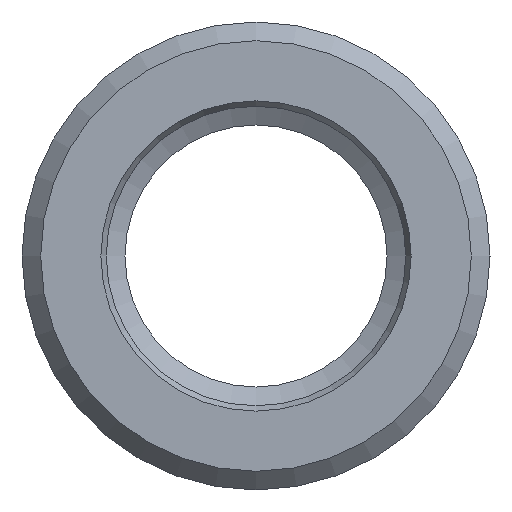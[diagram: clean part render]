
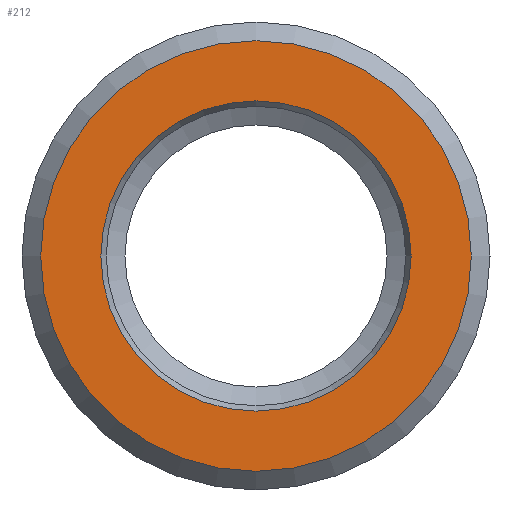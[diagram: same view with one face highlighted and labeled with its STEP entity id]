
A CAD part, left-side view. The second image highlights one B-rep face of the part: STEP entity #212.
In plain terms, the highlighted planar face has unit normal (-1, 0, 0).
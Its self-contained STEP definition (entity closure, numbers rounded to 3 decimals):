
#19=FACE_BOUND('',#36,.T.);
#21=PLANE('',#247);
#24=FACE_OUTER_BOUND('',#35,.T.);
#35=EDGE_LOOP('',(#148,#149));
#36=EDGE_LOOP('',(#150,#151));
#64=CIRCLE('',#244,8.289);
#65=CIRCLE('',#245,8.289);
#67=CIRCLE('',#248,11.5);
#68=CIRCLE('',#249,11.5);
#89=VERTEX_POINT('',#362);
#90=VERTEX_POINT('',#364);
#91=VERTEX_POINT('',#369);
#92=VERTEX_POINT('',#370);
#112=EDGE_CURVE('',#90,#89,#64,.T.);
#113=EDGE_CURVE('',#89,#90,#65,.T.);
#115=EDGE_CURVE('',#91,#92,#67,.T.);
#116=EDGE_CURVE('',#92,#91,#68,.T.);
#148=ORIENTED_EDGE('',*,*,#115,.F.);
#149=ORIENTED_EDGE('',*,*,#116,.F.);
#150=ORIENTED_EDGE('',*,*,#112,.T.);
#151=ORIENTED_EDGE('',*,*,#113,.T.);
#212=ADVANCED_FACE('',(#24,#19),#21,.T.);
#244=AXIS2_PLACEMENT_3D('',#365,#284,#285);
#245=AXIS2_PLACEMENT_3D('',#366,#286,#287);
#247=AXIS2_PLACEMENT_3D('',#368,#290,#291);
#248=AXIS2_PLACEMENT_3D('',#371,#292,#293);
#249=AXIS2_PLACEMENT_3D('',#372,#294,#295);
#284=DIRECTION('center_axis',(1.,0.,0.));
#285=DIRECTION('ref_axis',(0.,0.,-1.));
#286=DIRECTION('center_axis',(1.,0.,0.));
#287=DIRECTION('ref_axis',(0.,0.,-1.));
#290=DIRECTION('center_axis',(-1.,0.,0.));
#291=DIRECTION('ref_axis',(0.,0.,1.));
#292=DIRECTION('center_axis',(1.,0.,0.));
#293=DIRECTION('ref_axis',(0.,0.,-1.));
#294=DIRECTION('center_axis',(1.,0.,0.));
#295=DIRECTION('ref_axis',(0.,0.,-1.));
#362=CARTESIAN_POINT('',(0.,-8.289,0.));
#364=CARTESIAN_POINT('',(0.,8.289,0.));
#365=CARTESIAN_POINT('Origin',(0.,0.,
0.));
#366=CARTESIAN_POINT('Origin',(0.,0.,
0.));
#368=CARTESIAN_POINT('Origin',(0.,11.5,0.));
#369=CARTESIAN_POINT('',(0.,11.5,0.));
#370=CARTESIAN_POINT('',(0.,-11.5,0.));
#371=CARTESIAN_POINT('Origin',(0.,0.,
0.));
#372=CARTESIAN_POINT('Origin',(0.,0.,
0.));
